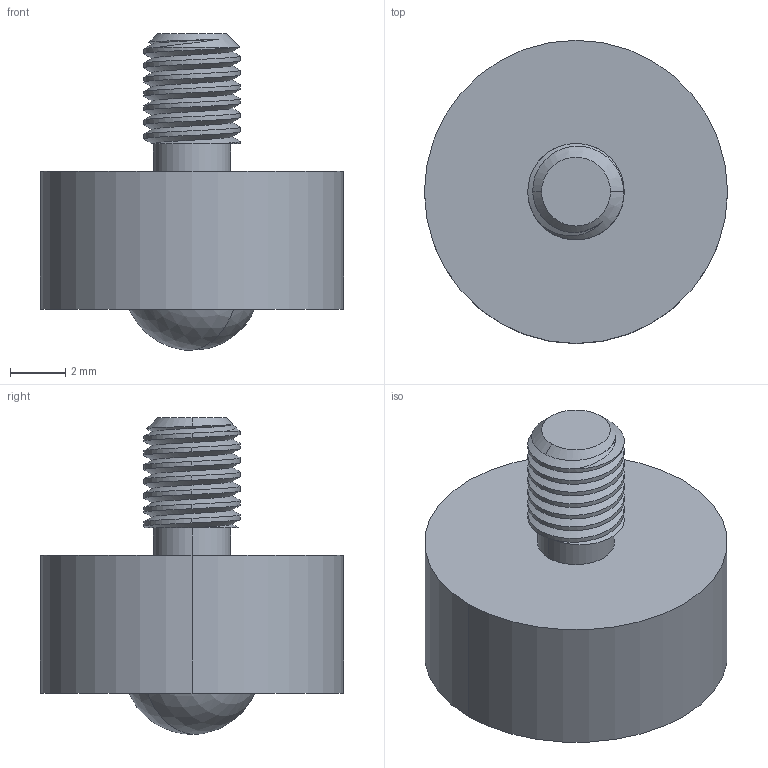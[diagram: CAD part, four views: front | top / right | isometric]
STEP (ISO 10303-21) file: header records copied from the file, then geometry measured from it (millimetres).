
FILE_DESCRIPTION (( 'STEP AP214' ), '1' );
FILE_NAME ('12741-E0W.step', '2007-11-13T06:02:11', ( ' ' ), ( ' ' ), 'SwSTEP 2.0', 'SolidWorks 2007', '' );
FILE_SCHEMA (( 'AUTOMOTIVE_DESIGN' ));
Length unit declared in the file: inch
Products named in the file (1): 12741-E0W
Bounding box: 11 x 11 x 11.5 mm (x, y, z)
Surface area: 534.8 mm2 (no closed solid volume)
Topology: 0 solids, 3 shells, 30 faces, 82 edges, 55 vertices
Faces by surface type: cylinder 21, plane 3, cone 2, bspline 2, sphere 2
Entity records: 2078 total; most frequent: CARTESIAN_POINT 1036, ORIENTED_EDGE 146, DIRECTION 118, EDGE_CURVE 77, VERTEX_POINT 52, AXIS2_PLACEMENT_3D 48, EDGE_LOOP 32, DIMENSIONAL_EXPONENTS 31
